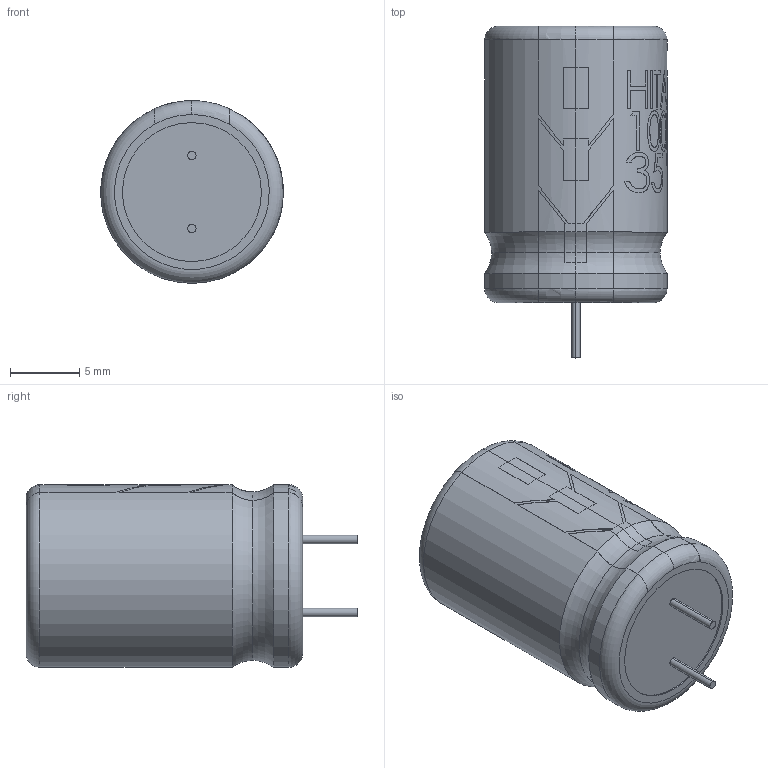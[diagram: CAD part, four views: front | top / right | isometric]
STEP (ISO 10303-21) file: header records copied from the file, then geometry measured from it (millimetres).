
FILE_DESCRIPTION (( 'STEP AP214' ), '1' );
FILE_NAME ('HITANO 1000uF 35V PET105.STEP', '2024-05-13T09:18:50', ( '' ), ( '' ), 'SwSTEP 2.0', 'SolidWorks 2024', '' );
FILE_SCHEMA (( 'AUTOMOTIVE_DESIGN' ));
Length unit declared in the file: millimetre
Products named in the file (1): HITANO 1000uF 35V PET105
Bounding box: 13.2 x 24 x 13.21 mm (x, y, z)
Volume: 2665.7 mm3; surface area: 1104.4 mm2
Topology: 1 solids, 1 shells, 255 faces, 674 edges, 445 vertices
Faces by surface type: plane 135, bspline 63, cylinder 41, torus 16
Entity records: 13687 total; most frequent: CARTESIAN_POINT 5553, ORIENTED_EDGE 1348, DIRECTION 1006, EDGE_CURVE 674, VERTEX_POINT 445, AXIS2_PLACEMENT_3D 345, VECTOR 316, LINE 316
